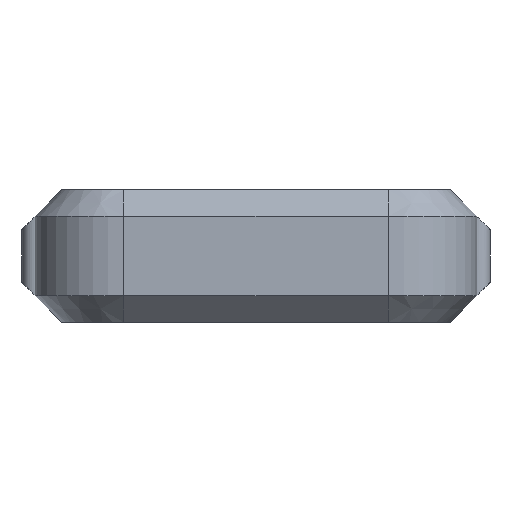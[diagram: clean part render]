
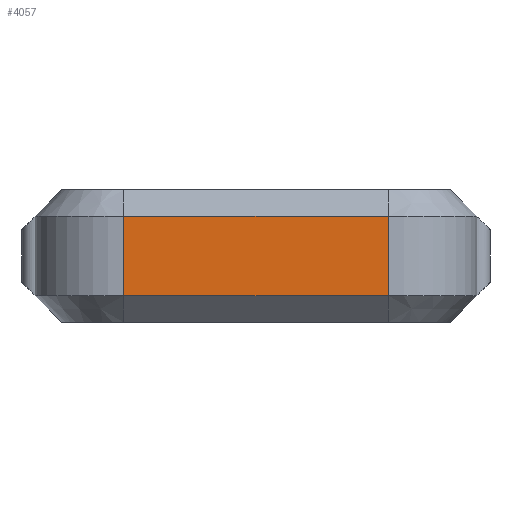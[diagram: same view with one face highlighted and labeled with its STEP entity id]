
A CAD part, left-side view. The second image highlights one B-rep face of the part: STEP entity #4057.
In plain terms, the highlighted planar face has unit normal (-1, 0, 0).
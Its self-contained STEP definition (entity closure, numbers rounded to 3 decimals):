
#41 = VERTEX_POINT ( 'NONE', #8303 ) ;
#1593 = EDGE_CURVE ( 'NONE', #41, #13242, #5586, .T. ) ;
#2002 = DIRECTION ( 'NONE',  ( 0., 0., -1. ) ) ;
#2494 = EDGE_CURVE ( 'NONE', #13242, #12556, #9421, .T. ) ;
#3186 = ORIENTED_EDGE ( 'NONE', *, *, #1593, .T. ) ;
#4043 = CARTESIAN_POINT ( 'NONE',  ( -40., -15., 12. ) ) ;
#4057 = ADVANCED_FACE ( 'NONE', ( #11987 ), #6240, .F. ) ;
#4227 = LINE ( 'NONE', #8335, #4764 ) ;
#4764 = VECTOR ( 'NONE', #12444, 1000. ) ;
#4966 = AXIS2_PLACEMENT_3D ( 'NONE', #9136, #7050, #2002 ) ;
#5323 = VECTOR ( 'NONE', #13261, 1000. ) ;
#5495 = EDGE_CURVE ( 'NONE', #13270, #41, #4227, .T. ) ;
#5499 = ORIENTED_EDGE ( 'NONE', *, *, #5495, .T. ) ;
#5586 = LINE ( 'NONE', #7529, #10966 ) ;
#6114 = CARTESIAN_POINT ( 'NONE',  ( -40., -15., 15. ) ) ;
#6197 = CARTESIAN_POINT ( 'NONE',  ( -40., 15., 3. ) ) ;
#6240 = PLANE ( 'NONE',  #4966 ) ;
#6502 = VECTOR ( 'NONE', #11455, 1000. ) ;
#6517 = EDGE_LOOP ( 'NONE', ( #3186, #9188, #11132, #5499 ) ) ;
#6652 = DIRECTION ( 'NONE',  ( 0., 0., -1. ) ) ;
#7050 = DIRECTION ( 'NONE',  ( 1., 0., 0. ) ) ;
#7529 = CARTESIAN_POINT ( 'NONE',  ( -40., 15., 15. ) ) ;
#7796 = EDGE_CURVE ( 'NONE', #13270, #12556, #12383, .T. ) ;
#8303 = CARTESIAN_POINT ( 'NONE',  ( -40., 15., 12. ) ) ;
#8335 = CARTESIAN_POINT ( 'NONE',  ( -40., 15., 12. ) ) ;
#9018 = CARTESIAN_POINT ( 'NONE',  ( -40., -15., 3. ) ) ;
#9136 = CARTESIAN_POINT ( 'NONE',  ( -40., -15., 15. ) ) ;
#9188 = ORIENTED_EDGE ( 'NONE', *, *, #2494, .T. ) ;
#9421 = LINE ( 'NONE', #9488, #6502 ) ;
#9488 = CARTESIAN_POINT ( 'NONE',  ( -40., -15., 3. ) ) ;
#10966 = VECTOR ( 'NONE', #6652, 1000. ) ;
#11132 = ORIENTED_EDGE ( 'NONE', *, *, #7796, .F. ) ;
#11455 = DIRECTION ( 'NONE',  ( 0., -1., 0. ) ) ;
#11987 = FACE_OUTER_BOUND ( 'NONE', #6517, .T. ) ;
#12383 = LINE ( 'NONE', #6114, #5323 ) ;
#12444 = DIRECTION ( 'NONE',  ( 0., 1., 0. ) ) ;
#12556 = VERTEX_POINT ( 'NONE', #9018 ) ;
#13242 = VERTEX_POINT ( 'NONE', #6197 ) ;
#13261 = DIRECTION ( 'NONE',  ( 0., 0., -1. ) ) ;
#13270 = VERTEX_POINT ( 'NONE', #4043 ) ;
